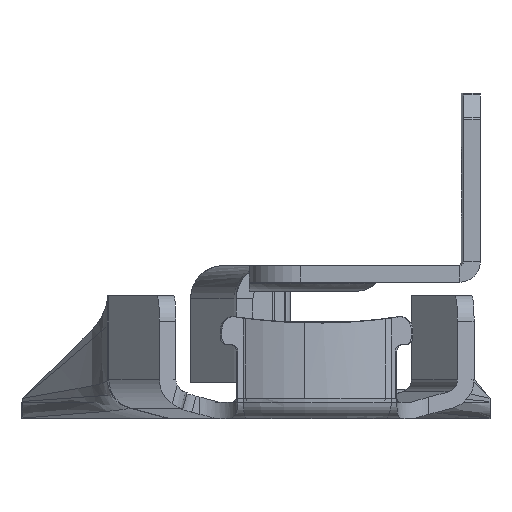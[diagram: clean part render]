
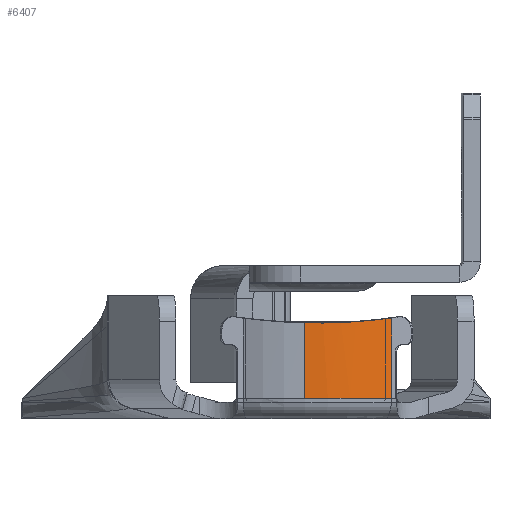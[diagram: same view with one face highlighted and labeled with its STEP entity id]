
A CAD part, left-side view. The second image highlights one B-rep face of the part: STEP entity #6407.
In plain terms, the highlighted cylindrical face has radius 12.3 mm (diameter 24.6 mm), a partial arc.
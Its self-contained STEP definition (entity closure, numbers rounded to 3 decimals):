
#664 = B_SPLINE_CURVE_WITH_KNOTS ( 'NONE', 3,
 ( #21706, #1188, #894, #26403, #8169, #10134, #17465, #5575, #14855, #1039 ),
 .UNSPECIFIED., .F., .F.,
 ( 4, 2, 2, 2, 4 ),
 ( 0., 0.004, 0.004, 0.005, 0.007 ),
 .UNSPECIFIED. ) ;
#891 = AXIS2_PLACEMENT_3D ( 'NONE', #18768, #28047, #23331 ) ;
#894 = CARTESIAN_POINT ( 'NONE',  ( -649.129, -7.61, 6.341 ) ) ;
#1039 = CARTESIAN_POINT ( 'NONE',  ( -650.001, -2.904, 6.214 ) ) ;
#1188 = CARTESIAN_POINT ( 'NONE',  ( -648.623, -8.688, 6.456 ) ) ;
#2193 = CYLINDRICAL_SURFACE ( 'NONE', #11932, 12.3 ) ;
#3374 = LINE ( 'NONE', #22057, #9875 ) ;
#4729 = EDGE_CURVE ( 'NONE', #13200, #18083, #3374, .T. ) ;
#5463 = LINE ( 'NONE', #14449, #5920 ) ;
#5567 = VERTEX_POINT ( 'NONE', #17653 ) ;
#5575 = CARTESIAN_POINT ( 'NONE',  ( -649.957, -4.101, 6.196 ) ) ;
#5920 = VECTOR ( 'NONE', #28728, 1000. ) ;
#6407 = ADVANCED_FACE ( 'NONE', ( #11453 ), #2193, .T. ) ;
#8169 = CARTESIAN_POINT ( 'NONE',  ( -649.641, -5.874, 6.241 ) ) ;
#8284 = EDGE_CURVE ( 'NONE', #13200, #5567, #664, .T. ) ;
#9168 = EDGE_CURVE ( 'NONE', #5567, #13648, #5463, .T. ) ;
#9776 = CARTESIAN_POINT ( 'NONE',  ( -637.701, -2.904, 6.7 ) ) ;
#9875 = VECTOR ( 'NONE', #17371, 1000. ) ;
#10134 = CARTESIAN_POINT ( 'NONE',  ( -649.772, -5.285, 6.218 ) ) ;
#10301 = EDGE_LOOP ( 'NONE', ( #24161, #10397, #17554, #14503 ) ) ;
#10397 = ORIENTED_EDGE ( 'NONE', *, *, #9168, .T. ) ;
#11453 = FACE_OUTER_BOUND ( 'NONE', #10301, .T. ) ;
#11932 = AXIS2_PLACEMENT_3D ( 'NONE', #9776, #25292, #20734 ) ;
#13200 = VERTEX_POINT ( 'NONE', #24782 ) ;
#13648 = VERTEX_POINT ( 'NONE', #16948 ) ;
#14449 = CARTESIAN_POINT ( 'NONE',  ( -650.001, -2.904, 6.7 ) ) ;
#14503 = ORIENTED_EDGE ( 'NONE', *, *, #4729, .F. ) ;
#14855 = CARTESIAN_POINT ( 'NONE',  ( -650.001, -3.505, 6.199 ) ) ;
#16948 = CARTESIAN_POINT ( 'NONE',  ( -650.001, -2.904, 0.3 ) ) ;
#17371 = DIRECTION ( 'NONE',  ( 0., 0., -1. ) ) ;
#17465 = CARTESIAN_POINT ( 'NONE',  ( -649.826, -4.99, 6.21 ) ) ;
#17554 = ORIENTED_EDGE ( 'NONE', *, *, #26783, .T. ) ;
#17653 = CARTESIAN_POINT ( 'NONE',  ( -650.001, -2.904, 6.214 ) ) ;
#18083 = VERTEX_POINT ( 'NONE', #21931 ) ;
#18768 = CARTESIAN_POINT ( 'NONE',  ( -637.701, -2.904, 0.3 ) ) ;
#20734 = DIRECTION ( 'NONE',  ( -1., 0., 0. ) ) ;
#21706 = CARTESIAN_POINT ( 'NONE',  ( -647.958, -9.693, 6.603 ) ) ;
#21931 = CARTESIAN_POINT ( 'NONE',  ( -647.958, -9.693, 0.3 ) ) ;
#22057 = CARTESIAN_POINT ( 'NONE',  ( -647.958, -9.693, 6.7 ) ) ;
#23188 = CIRCLE ( 'NONE', #891, 12.3 ) ;
#23331 = DIRECTION ( 'NONE',  ( 1., 0., 0. ) ) ;
#24161 = ORIENTED_EDGE ( 'NONE', *, *, #8284, .T. ) ;
#24782 = CARTESIAN_POINT ( 'NONE',  ( -647.958, -9.693, 6.603 ) ) ;
#25292 = DIRECTION ( 'NONE',  ( 0., 0., -1. ) ) ;
#26403 = CARTESIAN_POINT ( 'NONE',  ( -649.564, -6.168, 6.255 ) ) ;
#26783 = EDGE_CURVE ( 'NONE', #13648, #18083, #23188, .T. ) ;
#28047 = DIRECTION ( 'NONE',  ( 0., 0., 1. ) ) ;
#28728 = DIRECTION ( 'NONE',  ( 0., 0., -1. ) ) ;
